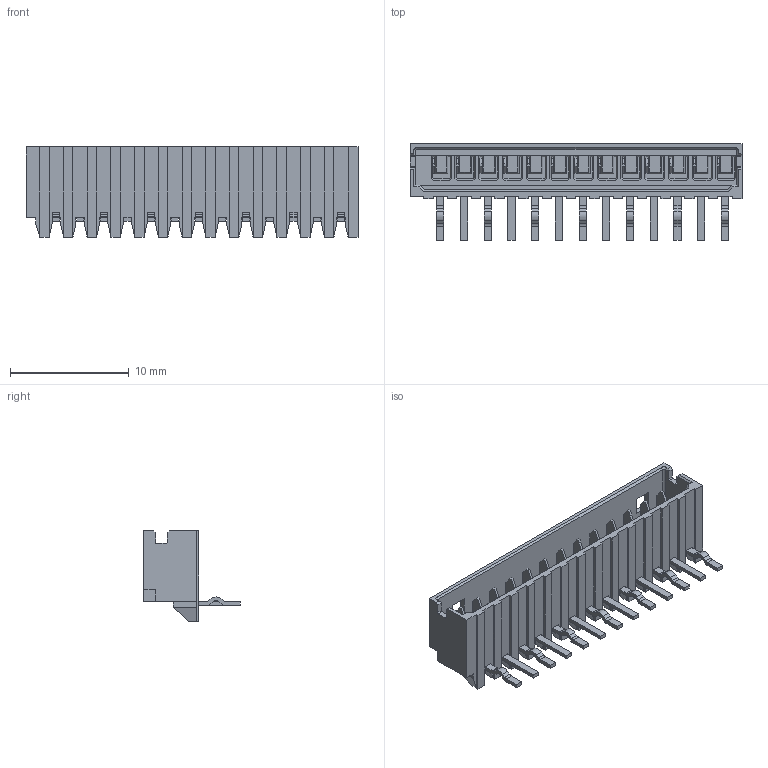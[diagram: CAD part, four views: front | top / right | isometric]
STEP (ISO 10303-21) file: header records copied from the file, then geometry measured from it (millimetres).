
FILE_DESCRIPTION((''),'2;1');
FILE_NAME('530151310','2016-09-27T',('rlalsangi'),(''),'PRO/ENGINEER BY PARAMETRIC TECHNOLOGY CORPORATION, 2012310','PRO/ENGINEER BY PARAMETRIC TECHNOLOGY CORPORATION, 2012310','');
FILE_SCHEMA(('CONFIG_CONTROL_DESIGN'));
Length unit declared in the file: millimetre
Products named in the file (1): 530151310
Bounding box: 28 x 8.15 x 7.6 mm (x, y, z)
Volume: 401 mm3; surface area: 1349.7 mm2
Topology: 14 solids, 14 shells, 766 faces, 1971 edges, 1233 vertices
Faces by surface type: plane 709, cylinder 55, cone 2
Entity records: 22533 total; most frequent: CARTESIAN_POINT 3938, ORIENTED_EDGE 3876, DIRECTION 3643, EDGE_CURVE 1938, VECTOR 1833, LINE 1833, VERTEX_POINT 1200, AXIS2_PLACEMENT_3D 905
